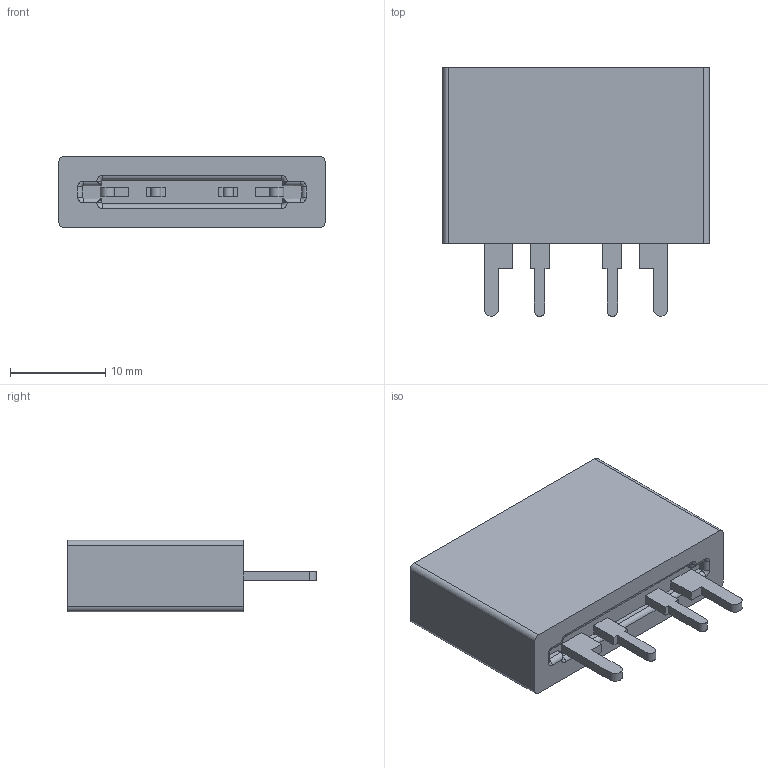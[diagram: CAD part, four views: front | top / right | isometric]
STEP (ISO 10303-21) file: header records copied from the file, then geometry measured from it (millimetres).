
FILE_DESCRIPTION (( 'STEP AP203' ), '1' );
FILE_NAME ('PCR4T 25.09.10.STEP', '2025-09-10T01:50:58', ( 'design' ), ( '' ), 'SwSTEP 2.0', 'SolidWorks 2018', '' );
FILE_SCHEMA (( 'CONFIG_CONTROL_DESIGN' ));
Length unit declared in the file: millimetre
Products named in the file (1): PCR4T 25.09.10
Bounding box: 28 x 26.1 x 7.5 mm (x, y, z)
Volume: 3879.1 mm3; surface area: 3565.8 mm2
Topology: 6 solids, 6 shells, 121 faces, 296 edges, 184 vertices
Faces by surface type: plane 65, cylinder 44, torus 8, bspline 4
Entity records: 3641 total; most frequent: CARTESIAN_POINT 714, DIRECTION 608, ORIENTED_EDGE 584, EDGE_CURVE 292, AXIS2_PLACEMENT_3D 206, LINE 196, VECTOR 196, VERTEX_POINT 184
